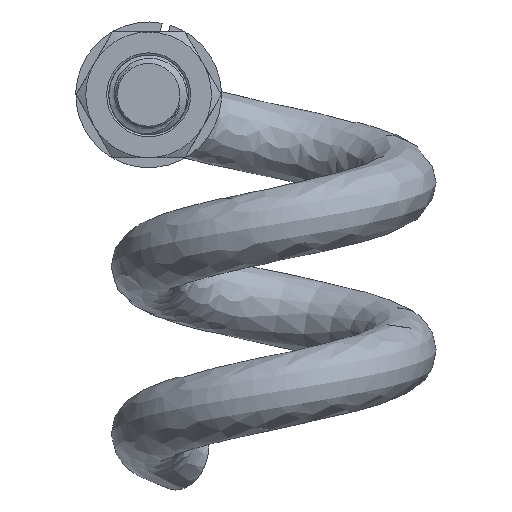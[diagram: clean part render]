
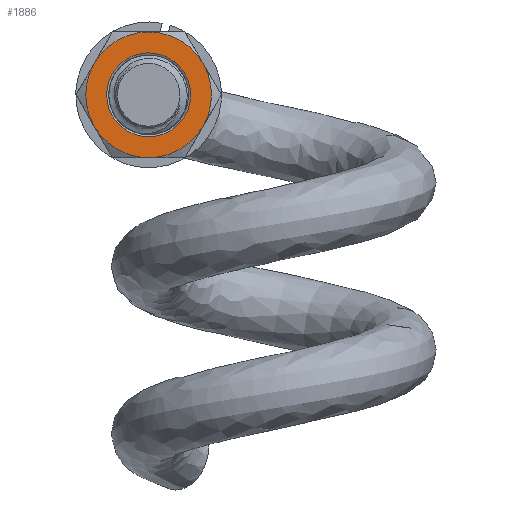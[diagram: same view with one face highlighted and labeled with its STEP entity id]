
A CAD part, left-side view. The second image highlights one B-rep face of the part: STEP entity #1886.
In plain terms, the highlighted planar face has unit normal (-1, 0, 0).
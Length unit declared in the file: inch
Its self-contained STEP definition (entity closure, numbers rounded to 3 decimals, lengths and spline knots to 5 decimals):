
#51=FACE_BOUND('',#330,.T.);
#68=PLANE('',#2079);
#113=CIRCLE('',#2074,0.25014);
#117=CIRCLE('',#2080,0.375);
#118=CIRCLE('',#2081,0.375);
#119=CIRCLE('',#2082,0.375);
#120=CIRCLE('',#2083,0.375);
#121=CIRCLE('',#2084,0.375);
#122=CIRCLE('',#2085,0.375);
#218=FACE_OUTER_BOUND('',#329,.T.);
#329=EDGE_LOOP('',(#1613,#1614,#1615,#1616,#1617,#1618));
#330=EDGE_LOOP('',(#1619));
#827=VERTEX_POINT('',#9451);
#831=VERTEX_POINT('',#9463);
#832=VERTEX_POINT('',#9464);
#833=VERTEX_POINT('',#9466);
#834=VERTEX_POINT('',#9468);
#835=VERTEX_POINT('',#9470);
#836=VERTEX_POINT('',#9472);
#1090=EDGE_CURVE('',#827,#827,#113,.T.);
#1096=EDGE_CURVE('',#831,#832,#117,.T.);
#1097=EDGE_CURVE('',#832,#833,#118,.T.);
#1098=EDGE_CURVE('',#833,#834,#119,.T.);
#1099=EDGE_CURVE('',#834,#835,#120,.T.);
#1100=EDGE_CURVE('',#835,#836,#121,.T.);
#1101=EDGE_CURVE('',#836,#831,#122,.T.);
#1613=ORIENTED_EDGE('',*,*,#1096,.T.);
#1614=ORIENTED_EDGE('',*,*,#1097,.T.);
#1615=ORIENTED_EDGE('',*,*,#1098,.T.);
#1616=ORIENTED_EDGE('',*,*,#1099,.T.);
#1617=ORIENTED_EDGE('',*,*,#1100,.T.);
#1618=ORIENTED_EDGE('',*,*,#1101,.T.);
#1619=ORIENTED_EDGE('',*,*,#1090,.F.);
#1886=ADVANCED_FACE('',(#218,#51),#68,.F.);
#2074=AXIS2_PLACEMENT_3D('',#9452,#2384,#2385);
#2079=AXIS2_PLACEMENT_3D('',#9462,#2396,#2397);
#2080=AXIS2_PLACEMENT_3D('',#9465,#2398,#2399);
#2081=AXIS2_PLACEMENT_3D('',#9467,#2400,#2401);
#2082=AXIS2_PLACEMENT_3D('',#9469,#2402,#2403);
#2083=AXIS2_PLACEMENT_3D('',#9471,#2404,#2405);
#2084=AXIS2_PLACEMENT_3D('',#9473,#2406,#2407);
#2085=AXIS2_PLACEMENT_3D('',#9474,#2408,#2409);
#2384=DIRECTION('center_axis',(-1.,0.,0.));
#2385=DIRECTION('ref_axis',(0.,0.,-1.));
#2396=DIRECTION('center_axis',(1.,0.,0.));
#2397=DIRECTION('ref_axis',(0.,0.,-1.));
#2398=DIRECTION('center_axis',(-1.,0.,0.));
#2399=DIRECTION('ref_axis',(0.,1.,0.));
#2400=DIRECTION('center_axis',(-1.,0.,0.));
#2401=DIRECTION('ref_axis',(0.,1.,0.));
#2402=DIRECTION('center_axis',(-1.,0.,0.));
#2403=DIRECTION('ref_axis',(0.,1.,0.));
#2404=DIRECTION('center_axis',(-1.,0.,0.));
#2405=DIRECTION('ref_axis',(0.,1.,0.));
#2406=DIRECTION('center_axis',(-1.,0.,0.));
#2407=DIRECTION('ref_axis',(0.,1.,0.));
#2408=DIRECTION('center_axis',(-1.,0.,0.));
#2409=DIRECTION('ref_axis',(0.,1.,0.));
#9451=CARTESIAN_POINT('',(0.,0.,0.25014));
#9452=CARTESIAN_POINT('Origin',(0.,0.,0.));
#9462=CARTESIAN_POINT('Origin',(0.,0.,0.));
#9463=CARTESIAN_POINT('',(0.,-0.32476,-0.1875));
#9464=CARTESIAN_POINT('',(0.,-0.32476,0.1875));
#9465=CARTESIAN_POINT('Origin',(0.,0.,0.));
#9466=CARTESIAN_POINT('',(0.,0.,0.375));
#9467=CARTESIAN_POINT('Origin',(0.,0.,0.));
#9468=CARTESIAN_POINT('',(0.,0.32476,0.1875));
#9469=CARTESIAN_POINT('Origin',(0.,0.,0.));
#9470=CARTESIAN_POINT('',(0.,0.32476,-0.1875));
#9471=CARTESIAN_POINT('Origin',(0.,0.,0.));
#9472=CARTESIAN_POINT('',(0.,0.,-0.375));
#9473=CARTESIAN_POINT('Origin',(0.,0.,0.));
#9474=CARTESIAN_POINT('Origin',(0.,0.,0.));
